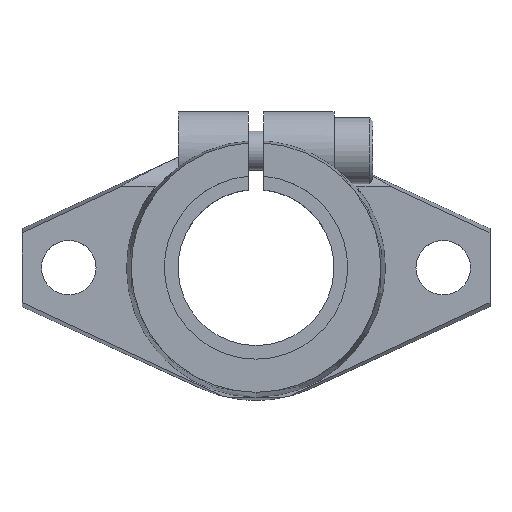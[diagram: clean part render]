
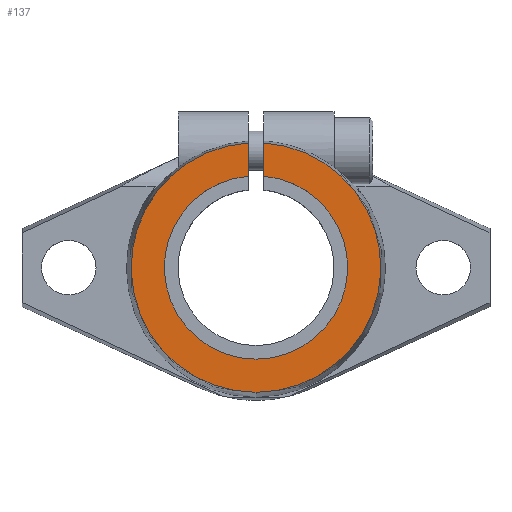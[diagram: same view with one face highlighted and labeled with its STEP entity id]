
A CAD part, top view. The second image highlights one B-rep face of the part: STEP entity #137.
In plain terms, the highlighted planar face has unit normal (0, 0, 1).
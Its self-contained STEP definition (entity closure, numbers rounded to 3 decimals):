
#137 = ADVANCED_FACE( '', ( #284 ), #285, .T. );
#284 = FACE_OUTER_BOUND( '', #443, .T. );
#285 = PLANE( '', #444 );
#443 = EDGE_LOOP( '', ( #983, #984, #985, #986, #987, #988 ) );
#444 = AXIS2_PLACEMENT_3D( '', #989, #990, #991 );
#983 = ORIENTED_EDGE( '', *, *, #1204, .T. );
#984 = ORIENTED_EDGE( '', *, *, #1125, .T. );
#985 = ORIENTED_EDGE( '', *, *, #1215, .T. );
#986 = ORIENTED_EDGE( '', *, *, #1085, .T. );
#987 = ORIENTED_EDGE( '', *, *, #1263, .T. );
#988 = ORIENTED_EDGE( '', *, *, #1243, .T. );
#989 = CARTESIAN_POINT( '', ( 0., 8., 20. ) );
#990 = DIRECTION( '', ( 0., 0., 1. ) );
#991 = DIRECTION( '', ( 0., 1., 0. ) );
#1085 = EDGE_CURVE( '', #1282, #1279, #1283, .T. );
#1125 = EDGE_CURVE( '', #1355, #1359, #1361, .T. );
#1204 = EDGE_CURVE( '', #1489, #1355, #1490, .T. );
#1215 = EDGE_CURVE( '', #1359, #1282, #1505, .T. );
#1243 = EDGE_CURVE( '', #1546, #1489, #1547, .T. );
#1263 = EDGE_CURVE( '', #1279, #1546, #1578, .T. );
#1279 = VERTEX_POINT( '', #1599 );
#1282 = VERTEX_POINT( '', #1603 );
#1283 = CIRCLE( '', #1604, 16. );
#1355 = VERTEX_POINT( '', #1846 );
#1359 = VERTEX_POINT( '', #1851 );
#1361 = CIRCLE( '', #1854, 11.75 );
#1489 = VERTEX_POINT( '', #2126 );
#1490 = CIRCLE( '', #2127, 11.75 );
#1505 = LINE( '', #2148, #2149 );
#1546 = VERTEX_POINT( '', #2241 );
#1547 = LINE( '', #2242, #2243 );
#1578 = CIRCLE( '', #2295, 16. );
#1599 = CARTESIAN_POINT( '', ( 0., -16., 20. ) );
#1603 = CARTESIAN_POINT( '', ( -1., 15.969, 20. ) );
#1604 = AXIS2_PLACEMENT_3D( '', #2331, #2332, #2333 );
#1846 = CARTESIAN_POINT( '', ( 0., -11.75, 20. ) );
#1851 = CARTESIAN_POINT( '', ( -1., 11.707, 20. ) );
#1854 = AXIS2_PLACEMENT_3D( '', #2399, #2400, #2401 );
#2126 = CARTESIAN_POINT( '', ( 1., 11.707, 20. ) );
#2127 = AXIS2_PLACEMENT_3D( '', #2528, #2529, #2530 );
#2148 = CARTESIAN_POINT( '', ( -1., 4., 20. ) );
#2149 = VECTOR( '', #2549, 1. );
#2241 = CARTESIAN_POINT( '', ( 1., 15.969, 20. ) );
#2242 = CARTESIAN_POINT( '', ( 1., 14., 20. ) );
#2243 = VECTOR( '', #2604, 1. );
#2295 = AXIS2_PLACEMENT_3D( '', #2635, #2636, #2637 );
#2331 = CARTESIAN_POINT( '', ( 0., 0., 20. ) );
#2332 = DIRECTION( '', ( 0., 0., 1. ) );
#2333 = DIRECTION( '', ( 0., 1., 0. ) );
#2399 = CARTESIAN_POINT( '', ( 0., 0., 20. ) );
#2400 = DIRECTION( '', ( 0., 0., -1. ) );
#2401 = DIRECTION( '', ( 0., 1., 0. ) );
#2528 = CARTESIAN_POINT( '', ( 0., 0., 20. ) );
#2529 = DIRECTION( '', ( 0., 0., -1. ) );
#2530 = DIRECTION( '', ( 0., 1., 0. ) );
#2549 = DIRECTION( '', ( 0., 1., 0. ) );
#2604 = DIRECTION( '', ( 0., -1., 0. ) );
#2635 = CARTESIAN_POINT( '', ( 0., 0., 20. ) );
#2636 = DIRECTION( '', ( 0., 0., 1. ) );
#2637 = DIRECTION( '', ( 0., 1., 0. ) );
